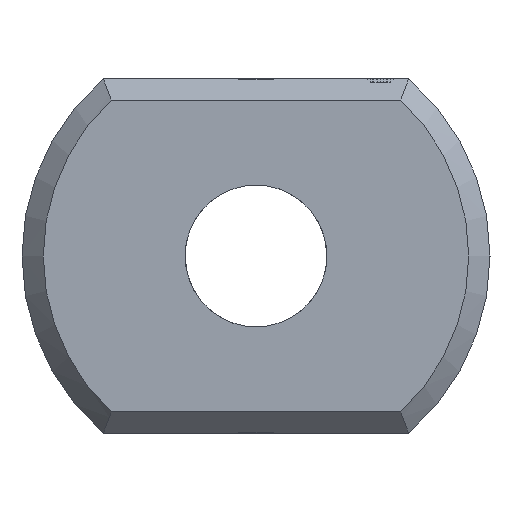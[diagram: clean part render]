
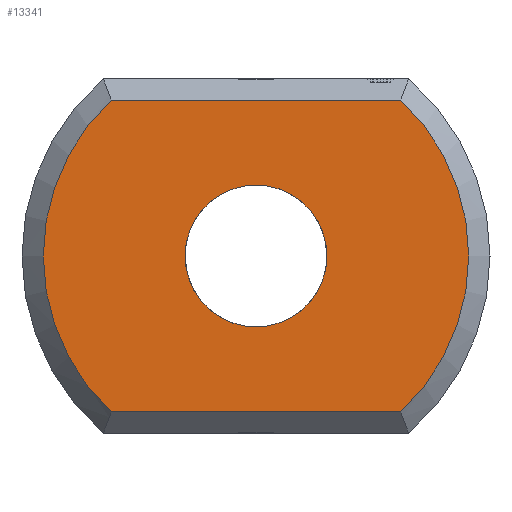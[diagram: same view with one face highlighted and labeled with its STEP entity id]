
A CAD part, left-side view. The second image highlights one B-rep face of the part: STEP entity #13341.
In plain terms, the highlighted planar face has unit normal (-1, 0, 0).
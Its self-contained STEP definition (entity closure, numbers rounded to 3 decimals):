
#3331 = VERTEX_POINT('',#3332);
#3332 = CARTESIAN_POINT('',(0.,-2.04,2.2));
#3341 = VERTEX_POINT('',#3342);
#3342 = CARTESIAN_POINT('',(0.,-2.04,-2.2));
#3349 = EDGE_CURVE('',#3331,#3341,#3350,.T.);
#3350 = CIRCLE('',#3351,3.);
#3351 = AXIS2_PLACEMENT_3D('',#3352,#3353,#3354);
#3352 = CARTESIAN_POINT('',(0.,0.,0.));
#3353 = DIRECTION('',(1.,0.,0.));
#3354 = DIRECTION('',(0.,-0.653,0.758)
  );
#3780 = VERTEX_POINT('',#3781);
#3781 = CARTESIAN_POINT('',(0.,2.04,2.2));
#3788 = EDGE_CURVE('',#3331,#3780,#3789,.T.);
#3789 = LINE('',#3790,#3791);
#3790 = CARTESIAN_POINT('',(0.,-2.154,2.2));
#3791 = VECTOR('',#3792,1.);
#3792 = DIRECTION('',(0.,1.,0.));
#13341 = ADVANCED_FACE('',(#13342,#13361),#13372,.F.);
#13342 = FACE_BOUND('',#13343,.F.);
#13343 = EDGE_LOOP('',(#13344,#13353,#13354,#13355));
#13344 = ORIENTED_EDGE('',*,*,#13345,.T.);
#13345 = EDGE_CURVE('',#13346,#3780,#13348,.T.);
#13346 = VERTEX_POINT('',#13347);
#13347 = CARTESIAN_POINT('',(0.,2.04,-2.2));
#13348 = CIRCLE('',#13349,3.);
#13349 = AXIS2_PLACEMENT_3D('',#13350,#13351,#13352);
#13350 = CARTESIAN_POINT('',(0.,0.,0.));
#13351 = DIRECTION('',(1.,0.,0.));
#13352 = DIRECTION('',(0.,0.653,-0.758)
  );
#13353 = ORIENTED_EDGE('',*,*,#3788,.F.);
#13354 = ORIENTED_EDGE('',*,*,#3349,.T.);
#13355 = ORIENTED_EDGE('',*,*,#13356,.T.);
#13356 = EDGE_CURVE('',#3341,#13346,#13357,.T.);
#13357 = LINE('',#13358,#13359);
#13358 = CARTESIAN_POINT('',(0.,-2.154,-2.2));
#13359 = VECTOR('',#13360,1.);
#13360 = DIRECTION('',(0.,1.,0.));
#13361 = FACE_BOUND('',#13362,.T.);
#13362 = EDGE_LOOP('',(#13363));
#13363 = ORIENTED_EDGE('',*,*,#13364,.T.);
#13364 = EDGE_CURVE('',#13365,#13365,#13367,.T.);
#13365 = VERTEX_POINT('',#13366);
#13366 = CARTESIAN_POINT('',(0.,1.,0.)
  );
#13367 = CIRCLE('',#13368,1.);
#13368 = AXIS2_PLACEMENT_3D('',#13369,#13370,#13371);
#13369 = CARTESIAN_POINT('',(0.,0.,0.));
#13370 = DIRECTION('',(1.,0.,0.));
#13371 = DIRECTION('',(0.,1.,0.));
#13372 = PLANE('',#13373);
#13373 = AXIS2_PLACEMENT_3D('',#13374,#13375,#13376);
#13374 = CARTESIAN_POINT('',(0.,0.,0.));
#13375 = DIRECTION('',(1.,0.,0.));
#13376 = DIRECTION('',(0.,0.,1.));
